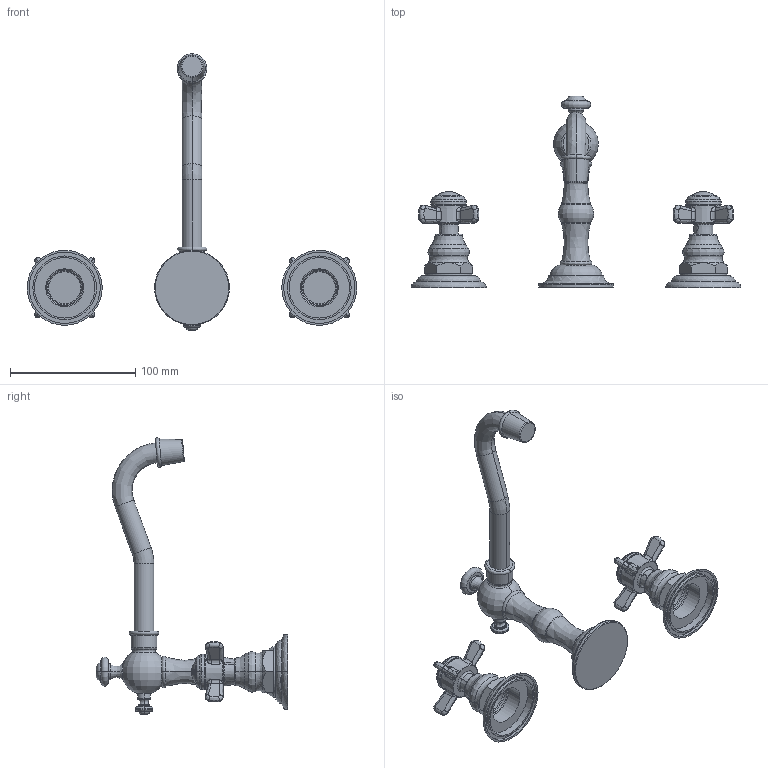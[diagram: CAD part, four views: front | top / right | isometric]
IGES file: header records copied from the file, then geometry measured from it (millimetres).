
Start section:  PTC IGES file: 1000.igs
Global section: file name: 1000.igs; native system: Creo Parametric by PTC Inc.; preprocessor: 2018400; author: jinson.thomas; organization: Unknown; date: 20201125.111555; units: inch
Bounding box: 263.14 x 153.02 x 220.47 mm (x, y, z)
Volume: 210163.1 mm3; surface area: 67402.6 mm2
Topology: 3 solids, 3 shells, 638 faces, 1553 edges, 950 vertices
Faces by surface type: revolution 384, bspline 250, extrusion 4
